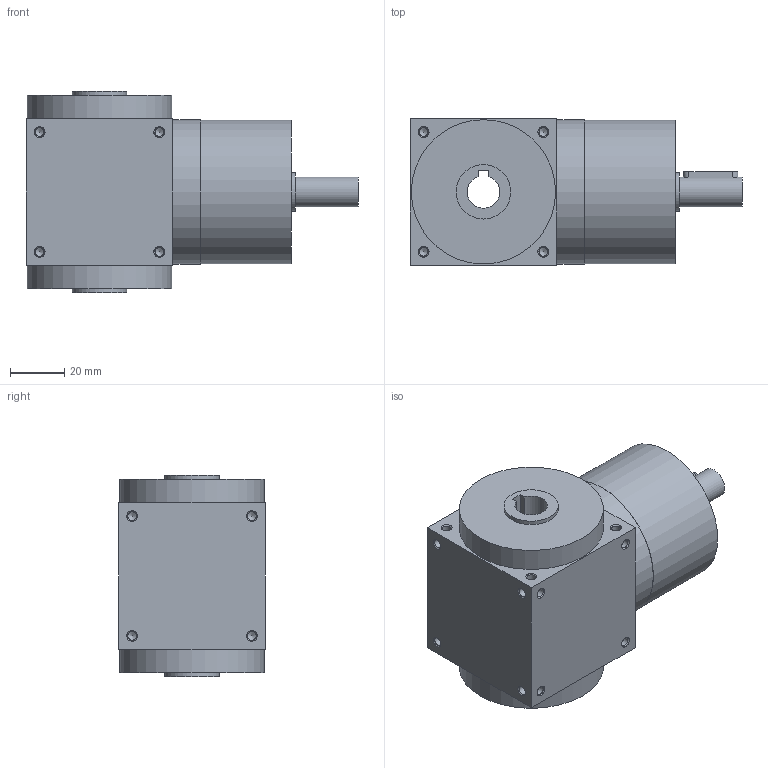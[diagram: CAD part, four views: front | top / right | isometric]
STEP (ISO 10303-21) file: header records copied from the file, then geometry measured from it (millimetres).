
FILE_DESCRIPTION( ( 'STEP AP214' ), ' ' );
FILE_NAME( 'RC54_C2_R.1_1.5.stp', '2017-10-01T13:33:27', ( '' ), ( '' ), ' ', 'PARTsolutions', ' ' );
FILE_SCHEMA( ( 'AUTOMOTIVE_DESIGN { 1 0 10303 214 1 1 1 1 }' ) );
Length unit declared in the file: millimetre
Products named in the file (3): RC54_C2_R.1/1.5; _RC542-case; _RC54-shaft
Assembly tree (2 placements, depth 2):
  RC54_C2_R.1/1.5
    _RC542-case
    _RC54-shaft
Bounding box: 122 x 54 x 74 mm (x, y, z)
Volume: 280978.3 mm3; surface area: 38767.3 mm2
Topology: 2 solids, 2 shells, 137 faces, 425 edges, 269 vertices
Faces by surface type: cylinder 63, cone 50, plane 24
Full cylindrical faces by diameter (mm): 3.242 x49, 11 x1, 14 x2, 20 x2, 52.8 x1, 53 x3
Entity records: 4884 total; most frequent: DIRECTION 712, CARTESIAN_POINT 649, ORIENTED_EDGE 474, AXIS2_PLACEMENT_3D 337, EDGE_LOOP 256, EDGE_CURVE 237, VERTEX_POINT 214, FACE_OUTER_BOUND 195
